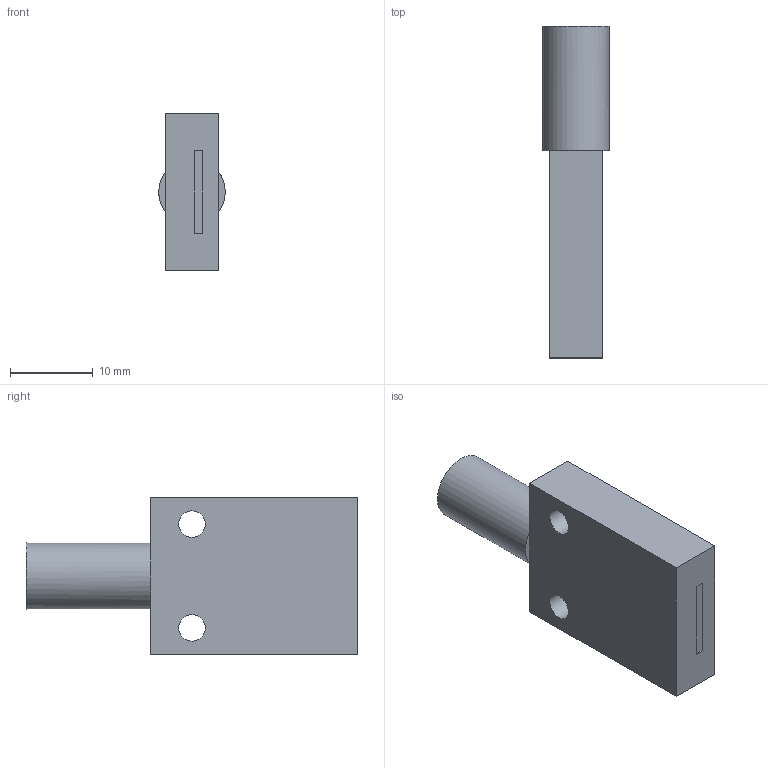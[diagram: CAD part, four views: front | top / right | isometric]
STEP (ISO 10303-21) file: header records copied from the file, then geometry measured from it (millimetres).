
FILE_DESCRIPTION(/* description */ (''),/* implementation_level */ '2;1');
FILE_NAME(/* name */ 'LT030920.stp',/* time_stamp */ '2016-10-06T13:58:23+02:00',/* author */ ('mitarbeiter'),/* organization */ (''),/* preprocessor_version */ 'ST-DEVELOPER v15.2',/* originating_system */ 'Autodesk Inventor 2014',/* authorisation */ '');
FILE_SCHEMA (('AUTOMOTIVE_DESIGN { 1 0 10303 214 3 1 1 }'));
Length unit declared in the file: millimetre
Products named in the file (1): LT030920
Bounding box: 8 x 40 x 19 mm (x, y, z)
Volume: 3735.9 mm3; surface area: 2009.2 mm2
Topology: 1 solids, 1 shells, 18 faces, 58 edges, 58 vertices
Faces by surface type: plane 15, cylinder 3
Full cylindrical faces by diameter (mm): 3.2 x2, 8 x1
Entity records: 623 total; most frequent: CARTESIAN_POINT 126, DIRECTION 99, ORIENTED_EDGE 74, LINE 43, VECTOR 43, EDGE_CURVE 37, AXIS2_PLACEMENT_3D 28, EDGE_LOOP 26
